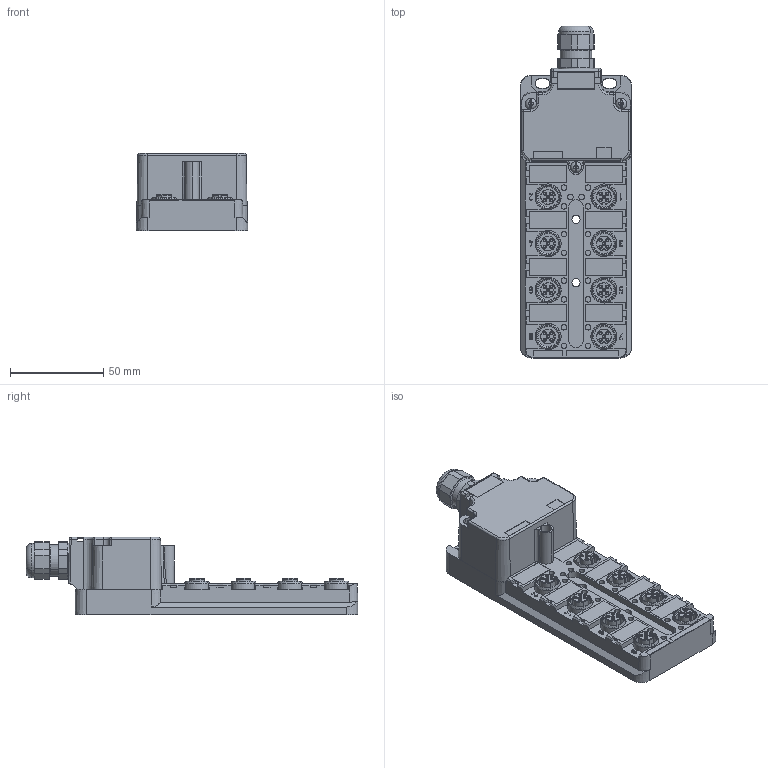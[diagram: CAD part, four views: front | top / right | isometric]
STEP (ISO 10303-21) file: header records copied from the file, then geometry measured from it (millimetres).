
FILE_DESCRIPTION(('CATIA V5 STEP Exchange','CAx-IF Rec.Pracs.--- Model Styling and Organization---1.4--- 2014-01-23'),'2;1');
FILE_NAME ('1487712-5_0', '2024-04-15T05:59:26+00:00', ('none'), ('Weidmueller'), 'CATIA Version 5-6 Release 2016 SP3 HF44', 'CATIA V5 STEP AP214', 'none');
FILE_SCHEMA(('AUTOMOTIVE_DESIGN { 1 0 10303 214 1 1 1 1 }'));
Products named in the file (1): 2902930000 
Bounding box: 60 x 178.33 x 41.5 mm (x, y, z)
Volume: 196397 mm3; surface area: 70569.8 mm2
Topology: 31 solids, 35 shells, 2135 faces, 5408 edges, 3469 vertices
Faces by surface type: plane 952, cylinder 745, cone 304, torus 126, sphere 6, extrusion 2
Entity records: 59368 total; most frequent: CARTESIAN_POINT 11760, ORIENTED_EDGE 10800, DIRECTION 7741, EDGE_CURVE 5400, AXIS2_PLACEMENT_3D 3531, VERTEX_POINT 3469, VECTOR 2866, LINE 2864
